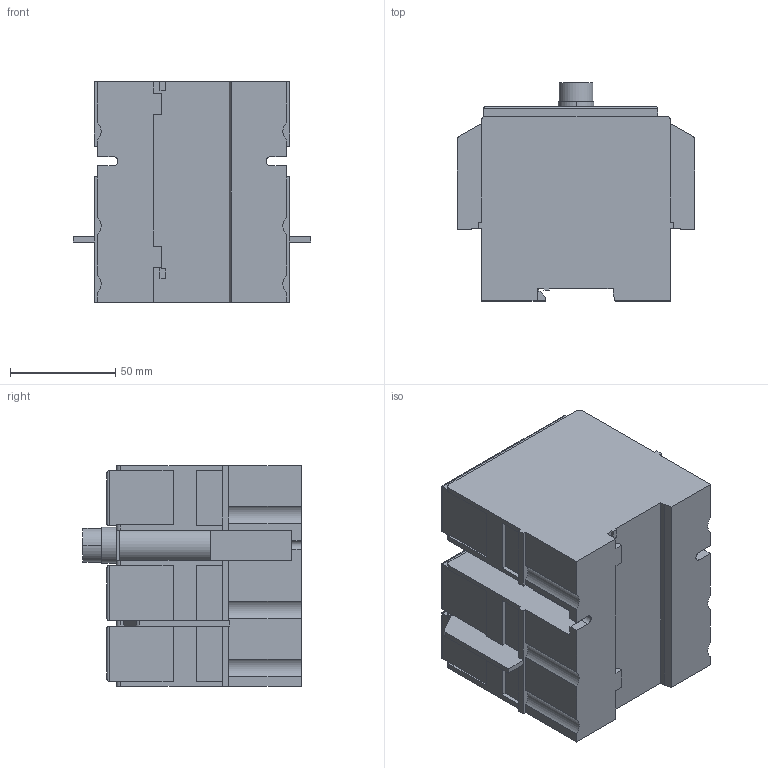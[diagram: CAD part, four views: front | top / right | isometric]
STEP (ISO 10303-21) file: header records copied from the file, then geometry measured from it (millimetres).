
FILE_DESCRIPTION((''),'2;1');
FILE_NAME('OS30FAJ12','2017-03-15T',('fitojoe1'),(''),'CREO PARAMETRIC BY PTC INC, 2016130','CREO PARAMETRIC BY PTC INC, 2016130','');
FILE_SCHEMA(('CONFIG_CONTROL_DESIGN'));
Length unit declared in the file: millimetre
Products named in the file (1): OS30FAJ12
Bounding box: 113 x 104 x 105.2 mm (x, y, z)
Volume: 753297.2 mm3; surface area: 78289.5 mm2
Topology: 1 solids, 1 shells, 236 faces, 637 edges, 416 vertices
Faces by surface type: plane 198, cylinder 38
Entity records: 9218 total; most frequent: CARTESIAN_POINT 1526, ORIENTED_EDGE 1274, DIRECTION 1155, EDGE_CURVE 637, VECTOR 567, LINE 567, VERTEX_POINT 416, AXIS2_PLACEMENT_3D 294
